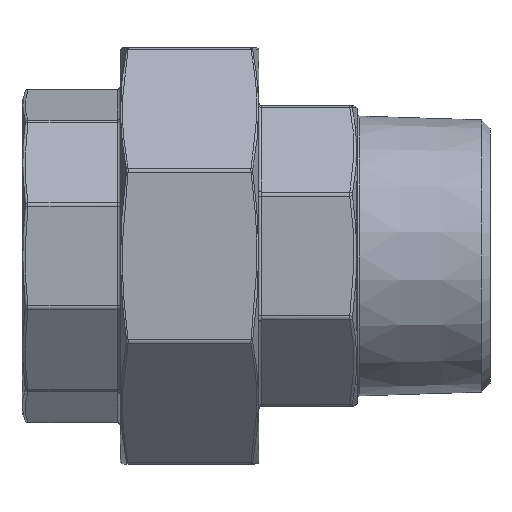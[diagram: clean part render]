
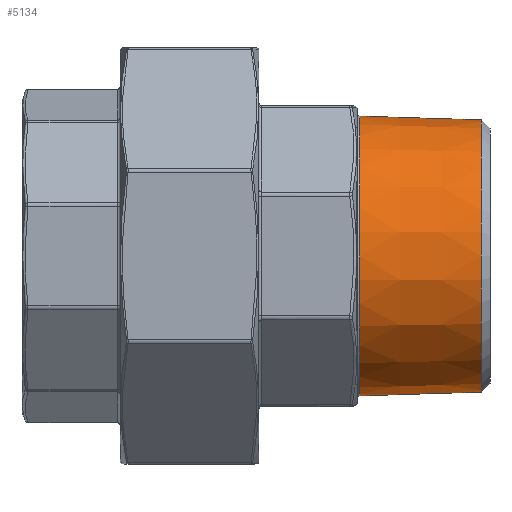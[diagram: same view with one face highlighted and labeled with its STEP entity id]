
A CAD part, front view. The second image highlights one B-rep face of the part: STEP entity #5134.
In plain terms, the highlighted conical face has half-angle 1.779 degrees and reference radius 23.901 mm.
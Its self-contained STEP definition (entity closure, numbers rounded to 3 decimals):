
#546 = DIRECTION ( 'NONE',  ( 0., 0., 1. ) ) ;
#2038 = DIRECTION ( 'NONE',  ( -1., 0., 0. ) ) ;
#2243 = FACE_BOUND ( 'NONE', #15093, .T. ) ;
#3342 = CIRCLE ( 'NONE', #14549, 23.554 ) ;
#5045 = VERTEX_POINT ( 'NONE', #11150 ) ;
#5134 = ADVANCED_FACE ( 'NONE', ( #12882, #2243 ), #12271, .T. ) ;
#7787 = AXIS2_PLACEMENT_3D ( 'NONE', #10940, #12332, #16951 ) ;
#8001 = EDGE_CURVE ( 'NONE', #5045, #5045, #3342, .T. ) ;
#8133 = ORIENTED_EDGE ( 'NONE', *, *, #8001, .T. ) ;
#9703 = CARTESIAN_POINT ( 'NONE',  ( 37.8, 0., 0. ) ) ;
#10940 = CARTESIAN_POINT ( 'NONE',  ( 27.984, 0., 0. ) ) ;
#11150 = CARTESIAN_POINT ( 'NONE',  ( 48.973, 0., 23.554 ) ) ;
#11353 = VERTEX_POINT ( 'NONE', #19076 ) ;
#12271 = CONICAL_SURFACE ( 'NONE', #14846, 23.901, 0.031 ) ;
#12332 = DIRECTION ( 'NONE',  ( 1., 0., 0. ) ) ;
#12882 = FACE_OUTER_BOUND ( 'NONE', #18553, .T. ) ;
#13506 = CIRCLE ( 'NONE', #7787, 24.206 ) ;
#14303 = DIRECTION ( 'NONE',  ( -1., 0., 0. ) ) ;
#14549 = AXIS2_PLACEMENT_3D ( 'NONE', #15795, #2038, #546 ) ;
#14846 = AXIS2_PLACEMENT_3D ( 'NONE', #9703, #14303, #18923 ) ;
#15093 = EDGE_LOOP ( 'NONE', ( #8133 ) ) ;
#15323 = ORIENTED_EDGE ( 'NONE', *, *, #16656, .T. ) ;
#15795 = CARTESIAN_POINT ( 'NONE',  ( 48.973, 0., 0. ) ) ;
#16656 = EDGE_CURVE ( 'NONE', #11353, #11353, #13506, .T. ) ;
#16951 = DIRECTION ( 'NONE',  ( 0., 0., 1. ) ) ;
#18553 = EDGE_LOOP ( 'NONE', ( #15323 ) ) ;
#18923 = DIRECTION ( 'NONE',  ( 0., 0., 1. ) ) ;
#19076 = CARTESIAN_POINT ( 'NONE',  ( 27.984, 0., 24.206 ) ) ;
